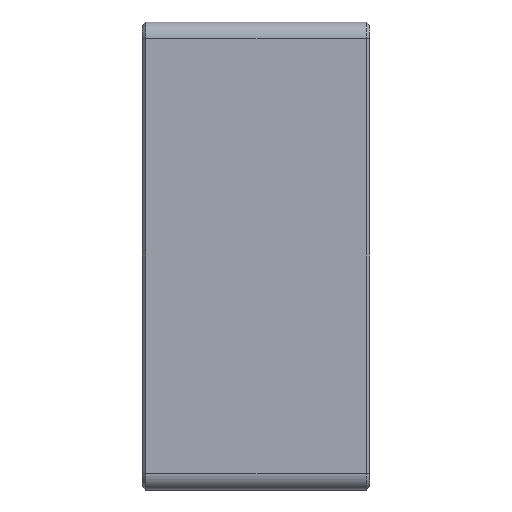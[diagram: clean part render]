
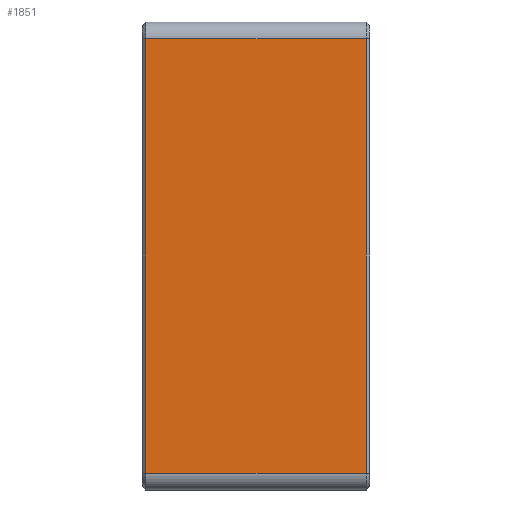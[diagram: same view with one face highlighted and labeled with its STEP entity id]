
A CAD part, left-side view. The second image highlights one B-rep face of the part: STEP entity #1851.
In plain terms, the highlighted planar face has unit normal (-1, 0, 0).
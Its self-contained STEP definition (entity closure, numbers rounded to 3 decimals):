
#66=PLANE('',#2064);
#194=FACE_OUTER_BOUND('',#320,.T.);
#320=EDGE_LOOP('',(#1637,#1638,#1639,#1640));
#487=LINE('',#3118,#663);
#498=LINE('',#3149,#674);
#499=LINE('',#3153,#675);
#500=LINE('',#3154,#676);
#663=VECTOR('',#2563,10.);
#674=VECTOR('',#2602,10.);
#675=VECTOR('',#2607,10.);
#676=VECTOR('',#2608,10.);
#916=VERTEX_POINT('',#3115);
#917=VERTEX_POINT('',#3117);
#923=VERTEX_POINT('',#3148);
#924=VERTEX_POINT('',#3152);
#1153=EDGE_CURVE('',#916,#917,#487,.T.);
#1169=EDGE_CURVE('',#917,#923,#498,.T.);
#1171=EDGE_CURVE('',#924,#916,#499,.T.);
#1172=EDGE_CURVE('',#923,#924,#500,.T.);
#1637=ORIENTED_EDGE('',*,*,#1153,.F.);
#1638=ORIENTED_EDGE('',*,*,#1171,.F.);
#1639=ORIENTED_EDGE('',*,*,#1172,.F.);
#1640=ORIENTED_EDGE('',*,*,#1169,.F.);
#1851=ADVANCED_FACE('',(#194),#66,.T.);
#2064=AXIS2_PLACEMENT_3D('',#3151,#2605,#2606);
#2563=DIRECTION('',(0.,0.,-1.));
#2602=DIRECTION('',(0.,1.,0.));
#2605=DIRECTION('center_axis',(-1.,0.,0.));
#2606=DIRECTION('ref_axis',(0.,0.,1.));
#2607=DIRECTION('',(0.,-1.,0.));
#2608=DIRECTION('',(0.,0.,1.));
#3115=CARTESIAN_POINT('',(-23.25,0.2,12.9));
#3117=CARTESIAN_POINT('',(-23.25,0.2,-12.9));
#3118=CARTESIAN_POINT('',(-23.25,0.2,-6.95));
#3148=CARTESIAN_POINT('',(-23.25,13.3,-12.9));
#3149=CARTESIAN_POINT('',(-23.25,0.,-12.9));
#3151=CARTESIAN_POINT('Origin',(-23.25,0.,-13.9));
#3152=CARTESIAN_POINT('',(-23.25,13.3,12.9));
#3153=CARTESIAN_POINT('',(-23.25,0.,12.9));
#3154=CARTESIAN_POINT('',(-23.25,13.3,-6.95));
